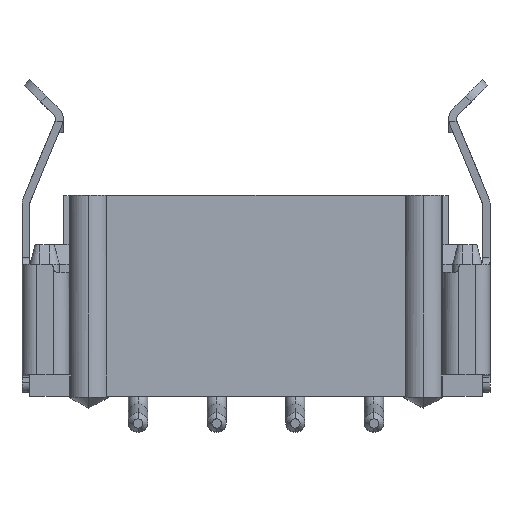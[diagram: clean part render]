
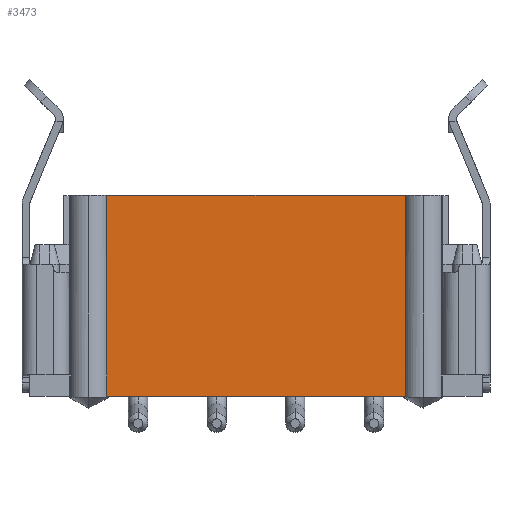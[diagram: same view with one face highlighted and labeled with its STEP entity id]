
A CAD part, top view. The second image highlights one B-rep face of the part: STEP entity #3473.
In plain terms, the highlighted planar face has unit normal (0, 0, 1).
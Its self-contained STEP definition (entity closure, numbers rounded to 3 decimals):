
#81=DIRECTION('',(-1.,0.,0.));
#82=VECTOR('',#81,7.583);
#83=CARTESIAN_POINT('',(3.792,0.,2.775));
#84=LINE('',#83,#82);
#557=DIRECTION('',(-1.,0.,0.));
#558=VECTOR('',#557,7.583);
#559=CARTESIAN_POINT('',(3.792,5.1,2.775));
#560=LINE('',#559,#558);
#701=DIRECTION('',(0.,1.,0.));
#702=VECTOR('',#701,5.1);
#703=CARTESIAN_POINT('',(-3.792,0.,2.775));
#704=LINE('',#703,#702);
#708=DIRECTION('',(0.,-1.,0.));
#709=VECTOR('',#708,5.1);
#710=CARTESIAN_POINT('',(3.792,5.1,2.775));
#711=LINE('',#710,#709);
#2953=CARTESIAN_POINT('',(3.792,0.,2.775));
#2955=VERTEX_POINT('',#2953);
#2961=CARTESIAN_POINT('',(3.792,5.1,2.775));
#2962=VERTEX_POINT('',#2961);
#2973=CARTESIAN_POINT('',(-3.792,0.,2.775));
#2975=VERTEX_POINT('',#2973);
#2981=CARTESIAN_POINT('',(-3.792,5.1,2.775));
#2982=VERTEX_POINT('',#2981);
#3460=CARTESIAN_POINT('',(4.75,0.,2.775));
#3461=DIRECTION('',(0.,0.,1.));
#3462=DIRECTION('',(-1.,0.,0.));
#3463=AXIS2_PLACEMENT_3D('',#3460,#3461,#3462);
#3464=PLANE('',#3463);
#3466=ORIENTED_EDGE('',*,*,#3465,.T.);
#3467=ORIENTED_EDGE('',*,*,#3394,.F.);
#3469=ORIENTED_EDGE('',*,*,#3468,.T.);
#3470=ORIENTED_EDGE('',*,*,#3130,.T.);
#3471=EDGE_LOOP('',(#3466,#3467,#3469,#3470));
#3472=FACE_OUTER_BOUND('',#3471,.F.);
#3130=EDGE_CURVE('',#2955,#2975,#84,.T.);
#3394=EDGE_CURVE('',#2962,#2982,#560,.T.);
#3465=EDGE_CURVE('',#2975,#2982,#704,.T.);
#3468=EDGE_CURVE('',#2962,#2955,#711,.T.);
#3473=ADVANCED_FACE('',(#3472),#3464,.T.);
